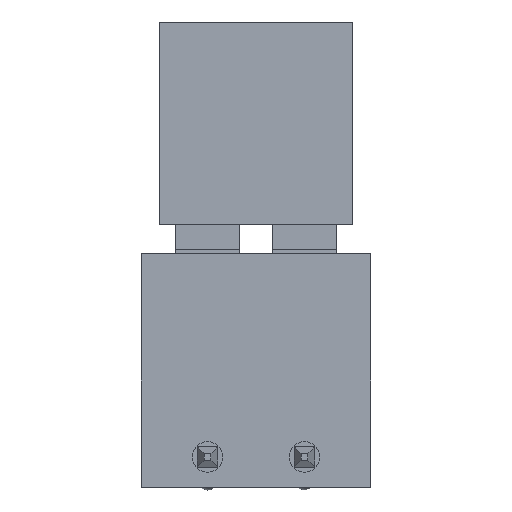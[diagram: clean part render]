
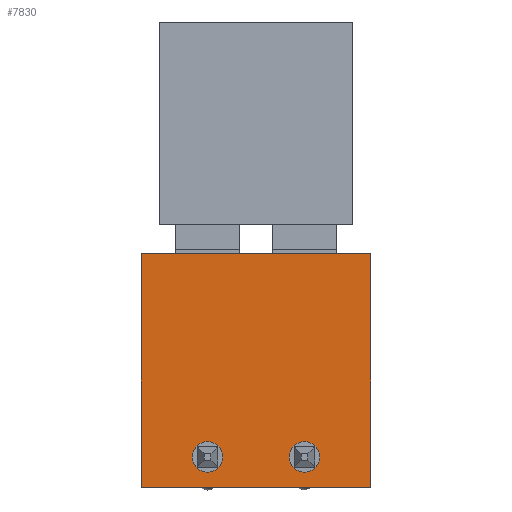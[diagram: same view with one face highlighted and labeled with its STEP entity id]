
A CAD part, front view. The second image highlights one B-rep face of the part: STEP entity #7830.
In plain terms, the highlighted planar face has unit normal (0, -1, 0).
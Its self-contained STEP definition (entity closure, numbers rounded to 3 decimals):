
#195 = DIRECTION ( 'NONE',  ( 0., 1., 0. ) ) ;
#315 = AXIS2_PLACEMENT_3D ( 'NONE', #5808, #3859, #3613 ) ;
#869 = CARTESIAN_POINT ( 'NONE',  ( 9.01, 0., -5.2 ) ) ;
#878 = CARTESIAN_POINT ( 'NONE',  ( -1.21, 0., -2.1 ) ) ;
#921 = CIRCLE ( 'NONE', #7337, 0.6 ) ;
#935 = VERTEX_POINT ( 'NONE', #5730 ) ;
#1012 = EDGE_CURVE ( 'NONE', #8346, #5377, #6986, .T. ) ;
#1080 = ORIENTED_EDGE ( 'NONE', *, *, #10782, .T. ) ;
#1105 = CARTESIAN_POINT ( 'NONE',  ( 5.81, 0., -4. ) ) ;
#1153 = AXIS2_PLACEMENT_3D ( 'NONE', #6882, #195, #7992 ) ;
#1157 = VERTEX_POINT ( 'NONE', #1105 ) ;
#1204 = ORIENTED_EDGE ( 'NONE', *, *, #1012, .T. ) ;
#1598 = PLANE ( 'NONE',  #6317 ) ;
#1937 = CARTESIAN_POINT ( 'NONE',  ( -1.21, 0., -5.2 ) ) ;
#1995 = DIRECTION ( 'NONE',  ( 1., 0., 0. ) ) ;
#2150 = DIRECTION ( 'NONE',  ( 0., 0., 1. ) ) ;
#2582 = DIRECTION ( 'NONE',  ( 0., 1., 0. ) ) ;
#2616 = CARTESIAN_POINT ( 'NONE',  ( -1.21, 0., 4. ) ) ;
#2662 = DIRECTION ( 'NONE',  ( 0., 1., 0. ) ) ;
#2945 = CIRCLE ( 'NONE', #315, 0.6 ) ;
#2992 = CARTESIAN_POINT ( 'NONE',  ( 9.01, 0., 4. ) ) ;
#3004 = ORIENTED_EDGE ( 'NONE', *, *, #7274, .T. ) ;
#3213 = CARTESIAN_POINT ( 'NONE',  ( 0., 0., -5.2 ) ) ;
#3314 = CIRCLE ( 'NONE', #7909, 0.6 ) ;
#3613 = DIRECTION ( 'NONE',  ( 1., 0., 0. ) ) ;
#3622 = DIRECTION ( 'NONE',  ( 0., 0., -1. ) ) ;
#3664 = ORIENTED_EDGE ( 'NONE', *, *, #10406, .T. ) ;
#3859 = DIRECTION ( 'NONE',  ( 0., 1., 0. ) ) ;
#3961 = ORIENTED_EDGE ( 'NONE', *, *, #9349, .T. ) ;
#4409 = EDGE_CURVE ( 'NONE', #1157, #11932, #2945, .T. ) ;
#4549 = FACE_BOUND ( 'NONE', #4802, .T. ) ;
#4657 = VECTOR ( 'NONE', #2150, 1000. ) ;
#4754 = VERTEX_POINT ( 'NONE', #3213 ) ;
#4802 = EDGE_LOOP ( 'NONE', ( #6267, #3961 ) ) ;
#4845 = CARTESIAN_POINT ( 'NONE',  ( 9.01, 0., -2.1 ) ) ;
#5377 = VERTEX_POINT ( 'NONE', #2992 ) ;
#5730 = CARTESIAN_POINT ( 'NONE',  ( 3.2, 0., -4. ) ) ;
#5808 = CARTESIAN_POINT ( 'NONE',  ( 6.41, 0., -4. ) ) ;
#5812 = ORIENTED_EDGE ( 'NONE', *, *, #4409, .T. ) ;
#6267 = ORIENTED_EDGE ( 'NONE', *, *, #8495, .T. ) ;
#6317 = AXIS2_PLACEMENT_3D ( 'NONE', #878, #10408, #7643 ) ;
#6359 = FACE_OUTER_BOUND ( 'NONE', #10962, .T. ) ;
#6366 = VERTEX_POINT ( 'NONE', #8903 ) ;
#6439 = LINE ( 'NONE', #9385, #10316 ) ;
#6469 = DIRECTION ( 'NONE',  ( 1., 0., 0. ) ) ;
#6671 = CARTESIAN_POINT ( 'NONE',  ( 2., 0., -4. ) ) ;
#6767 = LINE ( 'NONE', #1937, #8010 ) ;
#6826 = VECTOR ( 'NONE', #7294, 1000. ) ;
#6882 = CARTESIAN_POINT ( 'NONE',  ( 2.6, 0., -4. ) ) ;
#6986 = LINE ( 'NONE', #4845, #4657 ) ;
#7022 = VERTEX_POINT ( 'NONE', #6671 ) ;
#7177 = ORIENTED_EDGE ( 'NONE', *, *, #7507, .T. ) ;
#7262 = DIRECTION ( 'NONE',  ( 1., 0., 0. ) ) ;
#7274 = EDGE_CURVE ( 'NONE', #11932, #1157, #3314, .T. ) ;
#7294 = DIRECTION ( 'NONE',  ( -1., 0., 0. ) ) ;
#7337 = AXIS2_PLACEMENT_3D ( 'NONE', #11151, #2582, #7262 ) ;
#7507 = EDGE_CURVE ( 'NONE', #6366, #4754, #6439, .T. ) ;
#7643 = DIRECTION ( 'NONE',  ( 1., 0., 0. ) ) ;
#7830 = ADVANCED_FACE ( 'NONE', ( #11294, #4549, #6359 ), #1598, .T. ) ;
#7909 = AXIS2_PLACEMENT_3D ( 'NONE', #11231, #2662, #6469 ) ;
#7992 = DIRECTION ( 'NONE',  ( 1., 0., 0. ) ) ;
#8010 = VECTOR ( 'NONE', #1995, 1000. ) ;
#8346 = VERTEX_POINT ( 'NONE', #869 ) ;
#8495 = EDGE_CURVE ( 'NONE', #935, #7022, #921, .T. ) ;
#8903 = CARTESIAN_POINT ( 'NONE',  ( 0., 0., 4. ) ) ;
#9349 = EDGE_CURVE ( 'NONE', #7022, #935, #11975, .T. ) ;
#9353 = EDGE_LOOP ( 'NONE', ( #3004, #5812 ) ) ;
#9385 = CARTESIAN_POINT ( 'NONE',  ( 0., 0., -2.1 ) ) ;
#10165 = CARTESIAN_POINT ( 'NONE',  ( 7.01, 0., -4. ) ) ;
#10316 = VECTOR ( 'NONE', #3622, 1000. ) ;
#10406 = EDGE_CURVE ( 'NONE', #4754, #8346, #6767, .T. ) ;
#10408 = DIRECTION ( 'NONE',  ( 0., -1., 0. ) ) ;
#10782 = EDGE_CURVE ( 'NONE', #5377, #6366, #12304, .T. ) ;
#10962 = EDGE_LOOP ( 'NONE', ( #1080, #7177, #3664, #1204 ) ) ;
#11151 = CARTESIAN_POINT ( 'NONE',  ( 2.6, 0., -4. ) ) ;
#11231 = CARTESIAN_POINT ( 'NONE',  ( 6.41, 0., -4. ) ) ;
#11294 = FACE_BOUND ( 'NONE', #9353, .T. ) ;
#11932 = VERTEX_POINT ( 'NONE', #10165 ) ;
#11975 = CIRCLE ( 'NONE', #1153, 0.6 ) ;
#12304 = LINE ( 'NONE', #2616, #6826 ) ;
